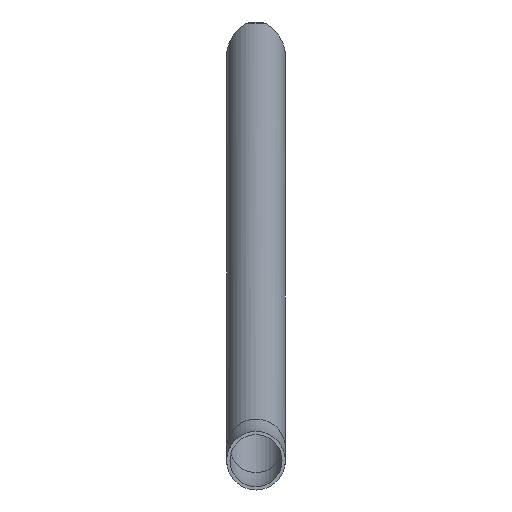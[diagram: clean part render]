
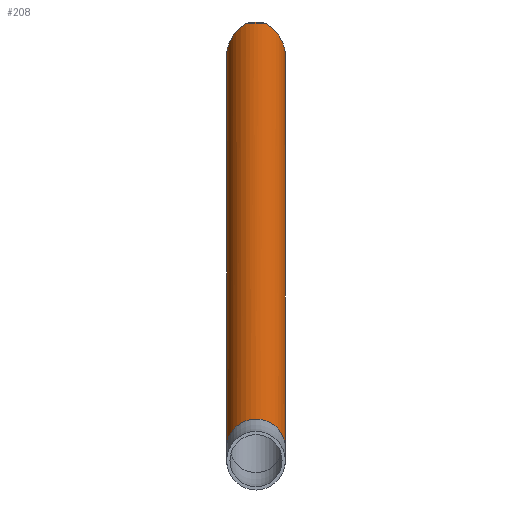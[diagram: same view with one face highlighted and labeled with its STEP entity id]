
A CAD part, front view. The second image highlights one B-rep face of the part: STEP entity #208.
In plain terms, the highlighted cylindrical face has radius 19.05 mm (diameter 38.1 mm), a full revolution.
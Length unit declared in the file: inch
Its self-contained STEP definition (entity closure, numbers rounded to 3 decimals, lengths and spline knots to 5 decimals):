
#18=ELLIPSE('',#236,1.06066,0.75);
#19=ELLIPSE('',#238,1.06066,0.75);
#32=CYLINDRICAL_SURFACE('',#234,0.75);
#51=FACE_BOUND('',#89,.T.);
#67=FACE_OUTER_BOUND('',#88,.T.);
#88=EDGE_LOOP('',(#170,#171,#172,#173));
#89=EDGE_LOOP('',(#174));
#115=CIRCLE('',#233,0.75);
#116=CIRCLE('',#235,0.75);
#117=CIRCLE('',#237,0.75);
#127=VERTEX_POINT('',#453);
#128=VERTEX_POINT('',#456);
#129=VERTEX_POINT('',#457);
#130=VERTEX_POINT('',#459);
#131=VERTEX_POINT('',#461);
#146=EDGE_CURVE('',#127,#127,#115,.T.);
#147=EDGE_CURVE('',#128,#129,#116,.T.);
#148=EDGE_CURVE('',#130,#129,#18,.T.);
#149=EDGE_CURVE('',#130,#131,#117,.T.);
#150=EDGE_CURVE('',#131,#128,#19,.T.);
#170=ORIENTED_EDGE('',*,*,#147,.T.);
#171=ORIENTED_EDGE('',*,*,#148,.F.);
#172=ORIENTED_EDGE('',*,*,#149,.T.);
#173=ORIENTED_EDGE('',*,*,#150,.T.);
#174=ORIENTED_EDGE('',*,*,#146,.T.);
#208=ADVANCED_FACE('',(#67,#51),#32,.T.);
#233=AXIS2_PLACEMENT_3D('',#454,#265,#266);
#234=AXIS2_PLACEMENT_3D('',#455,#267,#268);
#235=AXIS2_PLACEMENT_3D('',#458,#269,#270);
#236=AXIS2_PLACEMENT_3D('',#460,#271,#272);
#237=AXIS2_PLACEMENT_3D('',#462,#273,#274);
#238=AXIS2_PLACEMENT_3D('',#463,#275,#276);
#265=DIRECTION('center_axis',(0.,0.966,0.259));
#266=DIRECTION('ref_axis',(0.,0.259,-0.966));
#267=DIRECTION('center_axis',(0.,0.966,0.259));
#268=DIRECTION('ref_axis',(0.,-0.259,0.966));
#269=DIRECTION('center_axis',(0.,-0.966,-0.259));
#270=DIRECTION('ref_axis',(0.,0.259,-0.966));
#271=DIRECTION('center_axis',(0.707,0.683,0.183));
#272=DIRECTION('ref_axis',(0.707,-0.683,-0.183));
#273=DIRECTION('center_axis',(0.,-0.966,-0.259));
#274=DIRECTION('ref_axis',(0.,-0.259,0.966));
#275=DIRECTION('center_axis',(0.707,-0.683,-0.183));
#276=DIRECTION('ref_axis',(-0.707,-0.683,-0.183));
#453=CARTESIAN_POINT('',(0.,12.7823,-0.3837));
#454=CARTESIAN_POINT('Origin',(0.,12.58819,0.34074));
#455=CARTESIAN_POINT('Origin',(0.,12.58819,0.34074));
#456=CARTESIAN_POINT('',(-0.25882,50.68219,9.81924));
#457=CARTESIAN_POINT('',(0.25882,50.68219,9.81924));
#458=CARTESIAN_POINT('Origin',(0.,50.5,10.49918));
#459=CARTESIAN_POINT('',(0.25882,50.31781,11.17912));
#460=CARTESIAN_POINT('Origin',(0.,50.75,10.56617));
#461=CARTESIAN_POINT('',(-0.25882,50.31781,11.17912));
#462=CARTESIAN_POINT('Origin',(0.,50.5,10.49918));
#463=CARTESIAN_POINT('Origin',(0.,50.75,10.56617));
